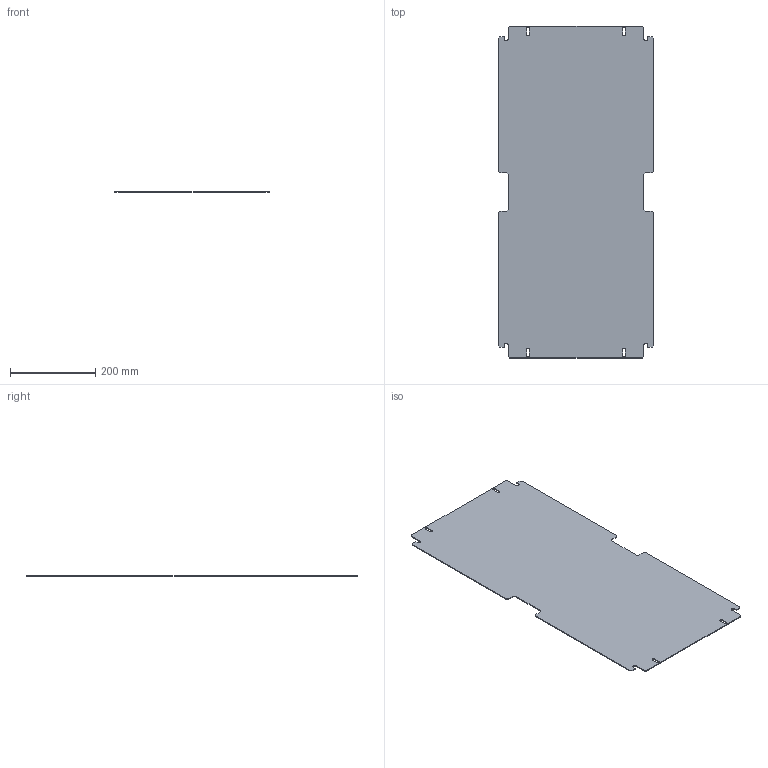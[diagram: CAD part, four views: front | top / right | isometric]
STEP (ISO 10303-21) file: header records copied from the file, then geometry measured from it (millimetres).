
FILE_DESCRIPTION(/* description */ (''),/* implementation_level */ '2;1');
FILE_NAME(/* name */ '26322.stp',/* time_stamp */ '2017-01-11T12:32:20+01:00',/* author */ (''),/* organization */ (''),/* preprocessor_version */ 'ST-DEVELOPER v15',/* originating_system */ 'SIEMENS PLM Software NX 9.0',/* authorisation */ '');
FILE_SCHEMA (('CONFIG_CONTROL_DESIGN'));
Length unit declared in the file: millimetre
Products named in the file (1): 26322_stp
Bounding box: 365 x 780 x 2 mm (x, y, z)
Volume: 554802.1 mm3; surface area: 560008.3 mm2
Topology: 1 solids, 1 shells, 62 faces, 180 edges, 120 vertices
Faces by surface type: plane 50, cylinder 12
Entity records: 2084 total; most frequent: CARTESIAN_POINT 407, ORIENTED_EDGE 360, DIRECTION 286, EDGE_CURVE 180, VERTEX_POINT 120, LINE 112, VECTOR 112, AXIS2_PLACEMENT_3D 87
